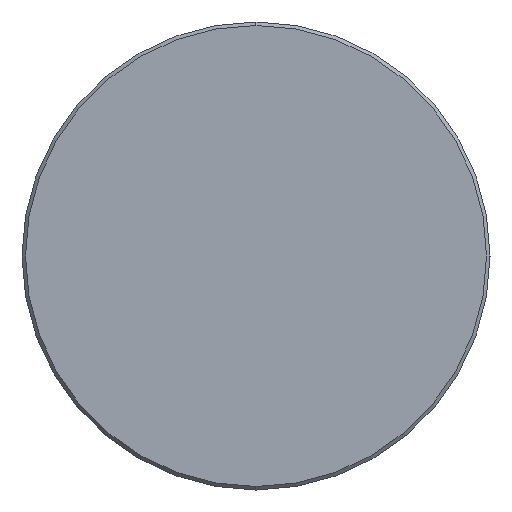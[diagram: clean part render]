
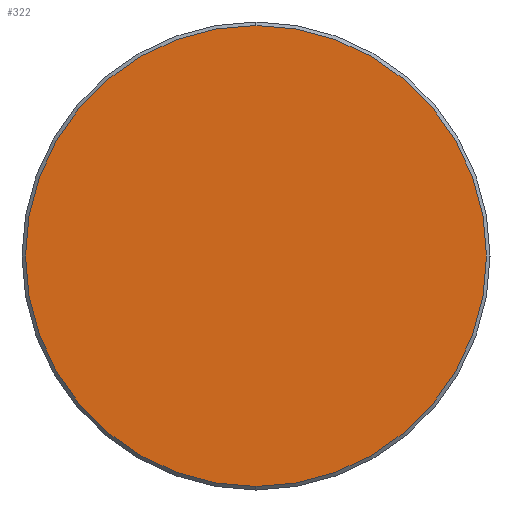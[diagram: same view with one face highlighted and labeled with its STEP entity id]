
A CAD part, left-side view. The second image highlights one B-rep face of the part: STEP entity #322.
In plain terms, the highlighted planar face has unit normal (-1, 0, 0).
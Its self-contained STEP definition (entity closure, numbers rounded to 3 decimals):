
#61 = CARTESIAN_POINT ( 'NONE',  ( 0., 0., 0. ) ) ;
#107 = EDGE_CURVE ( 'NONE', #626, #357, #301, .T. ) ;
#139 = ORIENTED_EDGE ( 'NONE', *, *, #107, .T. ) ;
#171 = DIRECTION ( 'NONE',  ( -1., 0., 0. ) ) ;
#219 = ORIENTED_EDGE ( 'NONE', *, *, #697, .T. ) ;
#301 = CIRCLE ( 'NONE', #575, 19.7 ) ;
#302 = DIRECTION ( 'NONE',  ( 0., 0., -1. ) ) ;
#322 = ADVANCED_FACE ( 'NONE', ( #682 ), #622, .F. ) ;
#343 = DIRECTION ( 'NONE',  ( 0., 0., 1. ) ) ;
#357 = VERTEX_POINT ( 'NONE', #570 ) ;
#389 = AXIS2_PLACEMENT_3D ( 'NONE', #608, #394, #343 ) ;
#394 = DIRECTION ( 'NONE',  ( -1., 0., 0. ) ) ;
#435 = EDGE_LOOP ( 'NONE', ( #139, #219 ) ) ;
#471 = CARTESIAN_POINT ( 'NONE',  ( 0., 0., 0. ) ) ;
#509 = CIRCLE ( 'NONE', #389, 19.7 ) ;
#570 = CARTESIAN_POINT ( 'NONE',  ( 0., 0., 19.7 ) ) ;
#572 = AXIS2_PLACEMENT_3D ( 'NONE', #471, #629, #302 ) ;
#575 = AXIS2_PLACEMENT_3D ( 'NONE', #61, #171, #666 ) ;
#608 = CARTESIAN_POINT ( 'NONE',  ( 0., 0., 0. ) ) ;
#622 = PLANE ( 'NONE',  #572 ) ;
#626 = VERTEX_POINT ( 'NONE', #648 ) ;
#629 = DIRECTION ( 'NONE',  ( 1., 0., 0. ) ) ;
#648 = CARTESIAN_POINT ( 'NONE',  ( 0., 0., -19.7 ) ) ;
#666 = DIRECTION ( 'NONE',  ( 0., 0., 1. ) ) ;
#682 = FACE_OUTER_BOUND ( 'NONE', #435, .T. ) ;
#697 = EDGE_CURVE ( 'NONE', #357, #626, #509, .T. ) ;
